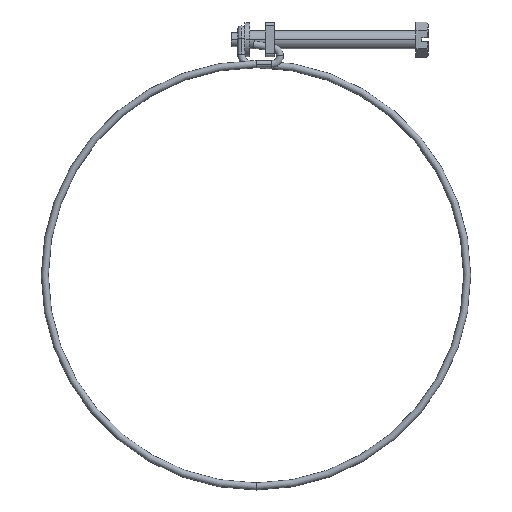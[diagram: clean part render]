
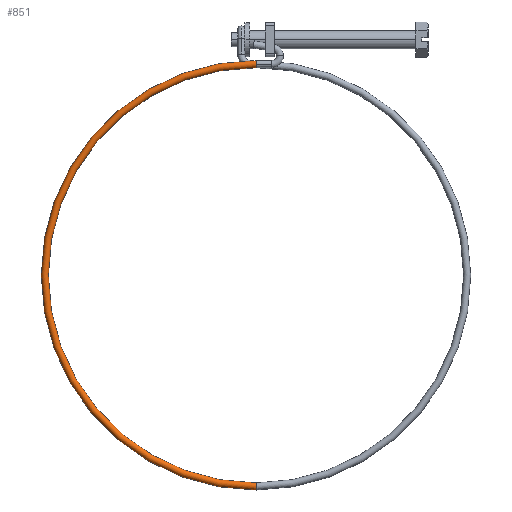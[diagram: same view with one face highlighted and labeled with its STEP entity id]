
A CAD part, top view. The second image highlights one B-rep face of the part: STEP entity #851.
In plain terms, the highlighted toroidal (fillet/blend) face has major radius 68.66 mm and minor radius 1.15 mm.
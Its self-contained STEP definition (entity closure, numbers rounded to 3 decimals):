
#18 = AXIS2_PLACEMENT_3D ( 'NONE', #2439, #2467, #2449 ) ;
#119 = ORIENTED_EDGE ( 'NONE', *, *, #2936, .T. ) ;
#120 = DIRECTION ( 'NONE',  ( 0., 0.017, -1. ) ) ;
#188 = CARTESIAN_POINT ( 'NONE',  ( 4.796, -146.361, 4.18 ) ) ;
#258 = ORIENTED_EDGE ( 'NONE', *, *, #328, .F. ) ;
#328 = EDGE_CURVE ( 'NONE', #2428, #1449, #1575, .T. ) ;
#399 = VERTEX_POINT ( 'NONE', #1788 ) ;
#465 = CARTESIAN_POINT ( 'NONE',  ( 4.796, -145.212, 4.2 ) ) ;
#478 = CARTESIAN_POINT ( 'NONE',  ( 4.796, -6.762, 6.57 ) ) ;
#592 = CIRCLE ( 'NONE', #18, 69.81 ) ;
#600 = CARTESIAN_POINT ( 'NONE',  ( 4.796, -7.912, 7.7 ) ) ;
#645 = VERTEX_POINT ( 'NONE', #478 ) ;
#660 = ORIENTED_EDGE ( 'NONE', *, *, #1409, .T. ) ;
#693 = AXIS2_PLACEMENT_3D ( 'NONE', #1588, #120, #1823 ) ;
#700 = DIRECTION ( 'NONE',  ( 0., -0.995, -0.105 ) ) ;
#724 = AXIS2_PLACEMENT_3D ( 'NONE', #2484, #2268, #1717 ) ;
#745 = ORIENTED_EDGE ( 'NONE', *, *, #1291, .F. ) ;
#781 = AXIS2_PLACEMENT_3D ( 'NONE', #2064, #2848, #2284 ) ;
#784 = CIRCLE ( 'NONE', #693, 67.51 ) ;
#851 = ADVANCED_FACE ( 'NONE', ( #2344 ), #2915, .T. ) ;
#932 = CARTESIAN_POINT ( 'NONE',  ( 4.796, -9.061, 6.53 ) ) ;
#951 = CIRCLE ( 'NONE', #1982, 1.15 ) ;
#1045 = DIRECTION ( 'NONE',  ( 1., 0., 0. ) ) ;
#1098 = EDGE_CURVE ( 'NONE', #645, #2428, #2380, .T. ) ;
#1169 = DIRECTION ( 'NONE',  ( 0., -0.995, -0.105 ) ) ;
#1291 = EDGE_CURVE ( 'NONE', #3084, #645, #592, .T. ) ;
#1409 = EDGE_CURVE ( 'NONE', #3084, #1488, #951, .T. ) ;
#1449 = VERTEX_POINT ( 'NONE', #932 ) ;
#1459 = AXIS2_PLACEMENT_3D ( 'NONE', #1840, #1045, #1610 ) ;
#1488 = VERTEX_POINT ( 'NONE', #1792 ) ;
#1551 = ORIENTED_EDGE ( 'NONE', *, *, #2639, .T. ) ;
#1560 = CIRCLE ( 'NONE', #2959, 1.15 ) ;
#1575 = CIRCLE ( 'NONE', #1459, 1.15 ) ;
#1588 = CARTESIAN_POINT ( 'NONE',  ( 4.796, -76.562, 5.375 ) ) ;
#1610 = DIRECTION ( 'NONE',  ( 0., 0.998, -0.07 ) ) ;
#1717 = DIRECTION ( 'NONE',  ( 0., 0.998, -0.07 ) ) ;
#1788 = CARTESIAN_POINT ( 'NONE',  ( 4.796, -144.062, 4.22 ) ) ;
#1792 = CARTESIAN_POINT ( 'NONE',  ( 4.796, -146.362, 4.2 ) ) ;
#1823 = DIRECTION ( 'NONE',  ( 0., 1., 0.017 ) ) ;
#1840 = CARTESIAN_POINT ( 'NONE',  ( 4.796, -7.912, 6.55 ) ) ;
#1982 = AXIS2_PLACEMENT_3D ( 'NONE', #2408, #2658, #1169 ) ;
#2064 = CARTESIAN_POINT ( 'NONE',  ( 4.796, -76.562, 5.375 ) ) ;
#2179 = DIRECTION ( 'NONE',  ( -1., 0., 0. ) ) ;
#2251 = ORIENTED_EDGE ( 'NONE', *, *, #1098, .F. ) ;
#2268 = DIRECTION ( 'NONE',  ( 1., 0., 0. ) ) ;
#2284 = DIRECTION ( 'NONE',  ( 0., 1., 0.017 ) ) ;
#2344 = FACE_OUTER_BOUND ( 'NONE', #2806, .T. ) ;
#2380 = CIRCLE ( 'NONE', #724, 1.15 ) ;
#2408 = CARTESIAN_POINT ( 'NONE',  ( 4.796, -145.212, 4.2 ) ) ;
#2428 = VERTEX_POINT ( 'NONE', #600 ) ;
#2439 = CARTESIAN_POINT ( 'NONE',  ( 4.796, -76.562, 5.375 ) ) ;
#2449 = DIRECTION ( 'NONE',  ( 0., 1., 0.017 ) ) ;
#2467 = DIRECTION ( 'NONE',  ( 0., 0.017, -1. ) ) ;
#2484 = CARTESIAN_POINT ( 'NONE',  ( 4.796, -7.912, 6.55 ) ) ;
#2639 = EDGE_CURVE ( 'NONE', #1488, #399, #1560, .T. ) ;
#2658 = DIRECTION ( 'NONE',  ( -1., 0., 0. ) ) ;
#2806 = EDGE_LOOP ( 'NONE', ( #745, #660, #1551, #119, #258, #2251 ) ) ;
#2848 = DIRECTION ( 'NONE',  ( 0., 0.017, -1. ) ) ;
#2915 = TOROIDAL_SURFACE ( 'NONE', #781, 68.66, 1.15 ) ;
#2936 = EDGE_CURVE ( 'NONE', #399, #1449, #784, .T. ) ;
#2959 = AXIS2_PLACEMENT_3D ( 'NONE', #465, #2179, #700 ) ;
#3084 = VERTEX_POINT ( 'NONE', #188 ) ;
